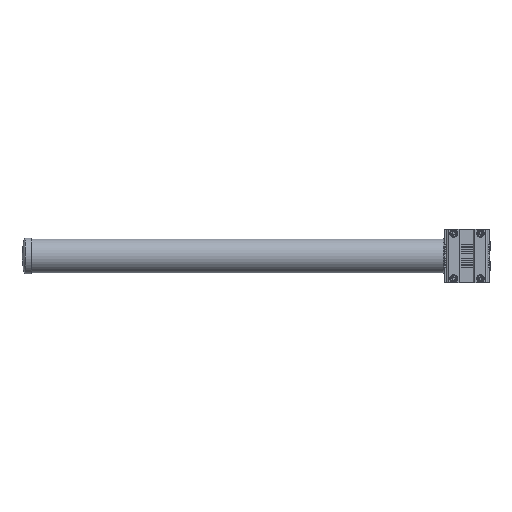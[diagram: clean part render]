
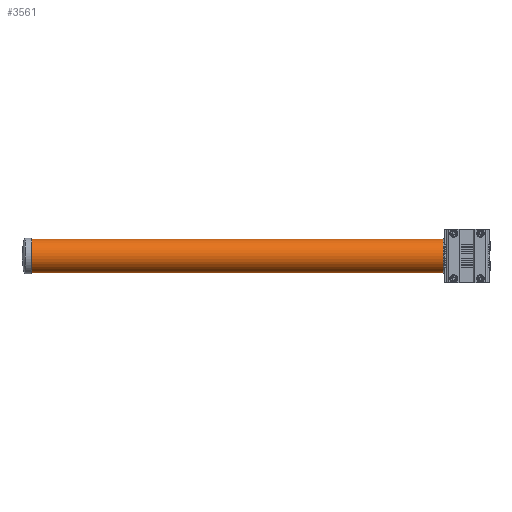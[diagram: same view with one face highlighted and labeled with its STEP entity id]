
A CAD part, front view. The second image highlights one B-rep face of the part: STEP entity #3561.
In plain terms, the highlighted cylindrical face has radius 37.465 mm (diameter 74.93 mm), a partial arc.
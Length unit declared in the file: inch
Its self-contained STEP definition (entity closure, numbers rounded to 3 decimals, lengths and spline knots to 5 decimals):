
#533 = EDGE_CURVE ( 'NONE', #39323, #7838, #27950, .T. ) ;
#3561 = ADVANCED_FACE ( 'NONE', ( #27233 ), #24734, .T. ) ;
#4389 = DIRECTION ( 'NONE',  ( 1., 0., 0. ) ) ;
#4568 = CARTESIAN_POINT ( 'NONE',  ( -29.375, 0., -1.475 ) ) ;
#4996 = ORIENTED_EDGE ( 'NONE', *, *, #29842, .T. ) ;
#5979 = EDGE_LOOP ( 'NONE', ( #19304, #11391, #4996, #10534 ) ) ;
#7838 = VERTEX_POINT ( 'NONE', #26404 ) ;
#10373 = DIRECTION ( 'NONE',  ( 0., 0., -1. ) ) ;
#10534 = ORIENTED_EDGE ( 'NONE', *, *, #533, .F. ) ;
#11391 = ORIENTED_EDGE ( 'NONE', *, *, #15394, .F. ) ;
#12392 = EDGE_CURVE ( 'NONE', #20219, #39323, #15786, .T. ) ;
#12455 = CARTESIAN_POINT ( 'NONE',  ( -37.56663, 0., 0. ) ) ;
#14842 = DIRECTION ( 'NONE',  ( 1., 0., 0. ) ) ;
#15309 = CARTESIAN_POINT ( 'NONE',  ( -1.83394, 0., 1.475 ) ) ;
#15378 = CARTESIAN_POINT ( 'NONE',  ( -29.375, 0., 1.475 ) ) ;
#15394 = EDGE_CURVE ( 'NONE', #31222, #20219, #29593, .T. ) ;
#15786 = LINE ( 'NONE', #15378, #34817 ) ;
#17202 = VECTOR ( 'NONE', #20201, 39.37008 ) ;
#19304 = ORIENTED_EDGE ( 'NONE', *, *, #12392, .F. ) ;
#20201 = DIRECTION ( 'NONE',  ( 1., 0., 0. ) ) ;
#20219 = VERTEX_POINT ( 'NONE', #21659 ) ;
#21659 = CARTESIAN_POINT ( 'NONE',  ( -37.56663, 0., 1.475 ) ) ;
#21736 = DIRECTION ( 'NONE',  ( -1., 0., 0. ) ) ;
#24734 = CYLINDRICAL_SURFACE ( 'NONE', #29057, 1.475 ) ;
#26404 = CARTESIAN_POINT ( 'NONE',  ( -1.83394, 0., -1.475 ) ) ;
#27233 = FACE_OUTER_BOUND ( 'NONE', #5979, .T. ) ;
#27950 = CIRCLE ( 'NONE', #39151, 1.475 ) ;
#29057 = AXIS2_PLACEMENT_3D ( 'NONE', #30985, #14842, #40282 ) ;
#29593 = CIRCLE ( 'NONE', #34852, 1.475 ) ;
#29842 = EDGE_CURVE ( 'NONE', #31222, #7838, #36383, .T. ) ;
#30985 = CARTESIAN_POINT ( 'NONE',  ( -29.375, 0., 0. ) ) ;
#31222 = VERTEX_POINT ( 'NONE', #38436 ) ;
#34612 = DIRECTION ( 'NONE',  ( 1., 0., 0. ) ) ;
#34817 = VECTOR ( 'NONE', #34612, 39.37008 ) ;
#34852 = AXIS2_PLACEMENT_3D ( 'NONE', #12455, #21736, #35169 ) ;
#35169 = DIRECTION ( 'NONE',  ( 0., 0., 1. ) ) ;
#35368 = CARTESIAN_POINT ( 'NONE',  ( -1.83394, 0., 0. ) ) ;
#36383 = LINE ( 'NONE', #4568, #17202 ) ;
#38436 = CARTESIAN_POINT ( 'NONE',  ( -37.56663, 0., -1.475 ) ) ;
#39151 = AXIS2_PLACEMENT_3D ( 'NONE', #35368, #4389, #10373 ) ;
#39323 = VERTEX_POINT ( 'NONE', #15309 ) ;
#40282 = DIRECTION ( 'NONE',  ( 0., 0., -1. ) ) ;
